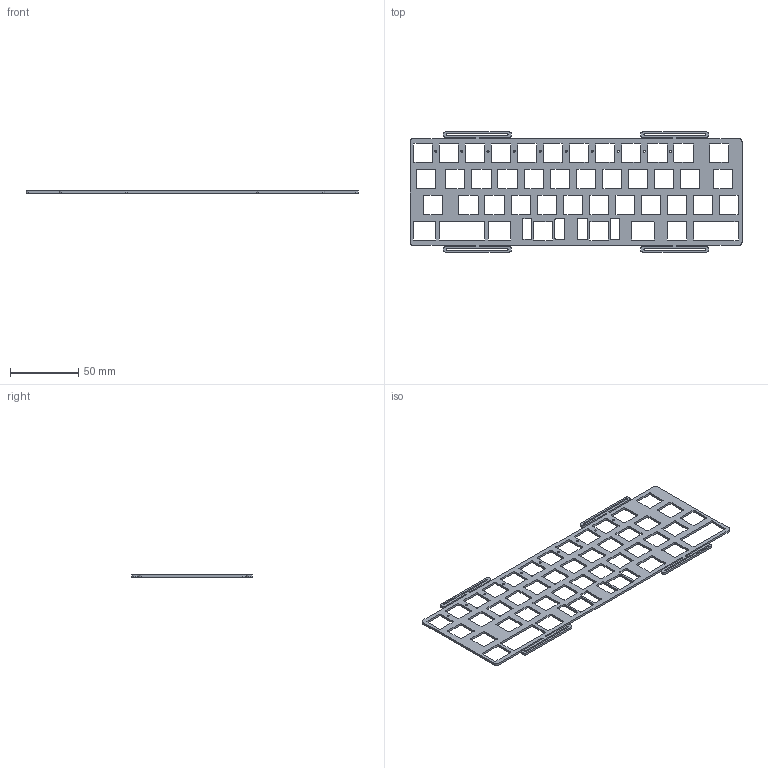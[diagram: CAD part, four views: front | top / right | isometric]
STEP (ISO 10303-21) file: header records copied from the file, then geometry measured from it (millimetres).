
FILE_DESCRIPTION(/* description */ (''),/* implementation_level */ '2;1');
FILE_NAME(/* name */ 'Carpool-Leafplate-Splitspace.step',/* time_stamp */ '2021-06-11T23:49:42-04:00',/* author */ (''),/* organization */ (''),/* preprocessor_version */ 'ST-DEVELOPER v18.1',/* originating_system */ 'Autodesk Translation Framework v10.9.0.1377',/* authorisation */ '');
FILE_SCHEMA (('AUTOMOTIVE_DESIGN { 1 0 10303 214 3 1 1 }'));
Length unit declared in the file: millimetre
Products named in the file (1): Carpool-Leafplate-Splitspace
Bounding box: 242.59 x 87.8 x 1.6 mm (x, y, z)
Volume: 15664.5 mm3; surface area: 26200.8 mm2
Topology: 1 solids, 1 shells, 468 faces, 1398 edges, 932 vertices
Faces by surface type: cylinder 238, plane 230
Full cylindrical faces by diameter (mm): 1.5 x10
Entity records: 16159 total; most frequent: DIRECTION 2812, CARTESIAN_POINT 2799, ORIENTED_EDGE 2796, EDGE_CURVE 1398, AXIS2_PLACEMENT_3D 945, VERTEX_POINT 932, LINE 922, VECTOR 922
